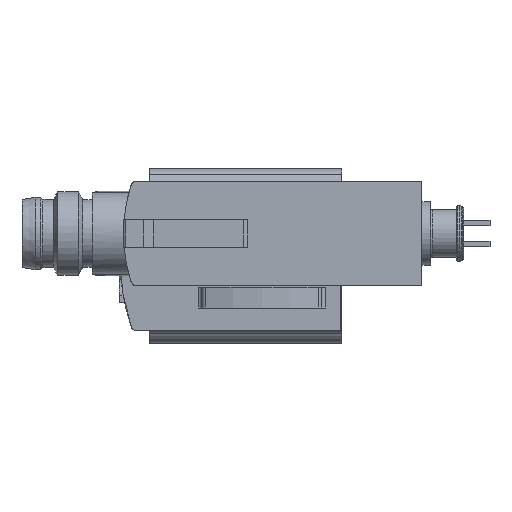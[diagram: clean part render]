
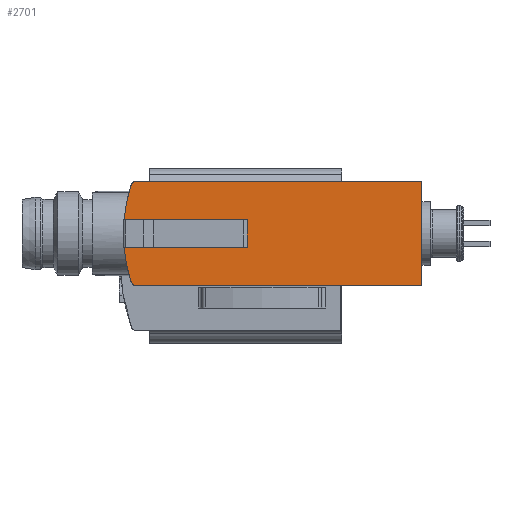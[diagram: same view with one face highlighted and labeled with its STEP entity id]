
A CAD part, left-side view. The second image highlights one B-rep face of the part: STEP entity #2701.
In plain terms, the highlighted planar face has unit normal (-1, 0, 0).
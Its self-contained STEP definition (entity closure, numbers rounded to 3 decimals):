
#42=PLANE('',#2934);
#203=LINE('',#4349,#427);
#212=LINE('',#4367,#436);
#213=LINE('',#4370,#437);
#214=LINE('',#4373,#438);
#215=LINE('',#4375,#439);
#216=LINE('',#4377,#440);
#427=VECTOR('',#3370,1000.);
#436=VECTOR('',#3381,1000.);
#437=VECTOR('',#3382,1000.);
#438=VECTOR('',#3385,1000.);
#439=VECTOR('',#3386,1000.);
#440=VECTOR('',#3389,1000.);
#605=CIRCLE('',#2887,15.);
#608=CIRCLE('',#2890,15.);
#638=CIRCLE('',#2935,0.5);
#639=CIRCLE('',#2936,0.5);
#866=ORIENTED_EDGE('',*,*,#1611,.T.);
#867=ORIENTED_EDGE('',*,*,#1612,.T.);
#868=ORIENTED_EDGE('',*,*,#1518,.F.);
#869=ORIENTED_EDGE('',*,*,#1613,.F.);
#870=ORIENTED_EDGE('',*,*,#1614,.T.);
#871=ORIENTED_EDGE('',*,*,#1615,.T.);
#872=ORIENTED_EDGE('',*,*,#1602,.F.);
#873=ORIENTED_EDGE('',*,*,#1616,.F.);
#874=ORIENTED_EDGE('',*,*,#1521,.F.);
#875=ORIENTED_EDGE('',*,*,#1617,.F.);
#1518=EDGE_CURVE('',#1896,#1897,#605,.T.);
#1521=EDGE_CURVE('',#1899,#1900,#608,.T.);
#1602=EDGE_CURVE('',#1969,#1970,#203,.T.);
#1611=EDGE_CURVE('',#1978,#1979,#212,.T.);
#1612=EDGE_CURVE('',#1979,#1897,#213,.T.);
#1613=EDGE_CURVE('',#1980,#1896,#638,.T.);
#1614=EDGE_CURVE('',#1980,#1981,#214,.T.);
#1615=EDGE_CURVE('',#1981,#1970,#215,.T.);
#1616=EDGE_CURVE('',#1900,#1969,#639,.T.);
#1617=EDGE_CURVE('',#1978,#1899,#216,.T.);
#1896=VERTEX_POINT('',#4163);
#1897=VERTEX_POINT('',#4164);
#1899=VERTEX_POINT('',#4168);
#1900=VERTEX_POINT('',#4170);
#1969=VERTEX_POINT('',#4348);
#1970=VERTEX_POINT('',#4350);
#1978=VERTEX_POINT('',#4368);
#1979=VERTEX_POINT('',#4369);
#1980=VERTEX_POINT('',#4372);
#1981=VERTEX_POINT('',#4374);
#2172=EDGE_LOOP('',(#866,#867,#868,#869,#870,#871,#872,#873,#874,#875));
#2415=FACE_BOUND('',#2172,.T.);
#2701=ADVANCED_FACE('',(#2415),#42,.F.);
#2887=AXIS2_PLACEMENT_3D('',#4162,#3229,#3230);
#2890=AXIS2_PLACEMENT_3D('',#4169,#3235,#3236);
#2934=AXIS2_PLACEMENT_3D('',#4366,#3379,#3380);
#2935=AXIS2_PLACEMENT_3D('',#4371,#3383,#3384);
#2936=AXIS2_PLACEMENT_3D('',#4376,#3387,#3388);
#3229=DIRECTION('',(1.,0.,0.));
#3230=DIRECTION('',(0.,0.,-1.));
#3235=DIRECTION('',(1.,0.,0.));
#3236=DIRECTION('',(0.,0.,-1.));
#3370=DIRECTION('',(0.,-1.,0.));
#3379=DIRECTION('',(1.,0.,0.));
#3380=DIRECTION('',(0.,0.,-1.));
#3381=DIRECTION('',(0.,0.,-1.));
#3382=DIRECTION('',(0.,1.,0.));
#3383=DIRECTION('',(1.,0.,0.));
#3384=DIRECTION('',(0.,0.,-1.));
#3385=DIRECTION('',(0.,-1.,0.));
#3386=DIRECTION('',(0.,0.,1.));
#3387=DIRECTION('',(1.,0.,0.));
#3388=DIRECTION('',(0.,0.,-1.));
#3389=DIRECTION('',(0.,1.,0.));
#4162=CARTESIAN_POINT('',(-102.4,5.85,0.));
#4163=CARTESIAN_POINT('',(-102.4,20.109,-4.655));
#4164=CARTESIAN_POINT('',(-102.4,20.794,-1.3));
#4168=CARTESIAN_POINT('',(-102.4,20.794,1.3));
#4169=CARTESIAN_POINT('',(-102.4,5.85,0.));
#4170=CARTESIAN_POINT('',(-102.4,20.109,4.655));
#4348=CARTESIAN_POINT('',(-102.4,19.634,5.));
#4349=CARTESIAN_POINT('',(-102.4,23.,5.));
#4350=CARTESIAN_POINT('',(-102.4,-7.65,5.));
#4366=CARTESIAN_POINT('',(-102.4,23.,-5.));
#4367=CARTESIAN_POINT('',(-102.4,9.05,1.3));
#4368=CARTESIAN_POINT('',(-102.4,9.05,1.3));
#4369=CARTESIAN_POINT('',(-102.4,9.05,-1.3));
#4370=CARTESIAN_POINT('',(-102.4,9.05,-1.3));
#4371=CARTESIAN_POINT('',(-102.4,19.634,-4.5));
#4372=CARTESIAN_POINT('',(-102.4,19.634,-5.));
#4373=CARTESIAN_POINT('',(-102.4,23.,-5.));
#4374=CARTESIAN_POINT('',(-102.4,-7.65,-5.));
#4375=CARTESIAN_POINT('',(-102.4,-7.65,-47.17));
#4376=CARTESIAN_POINT('',(-102.4,19.634,4.5));
#4377=CARTESIAN_POINT('',(-102.4,9.05,1.3));
